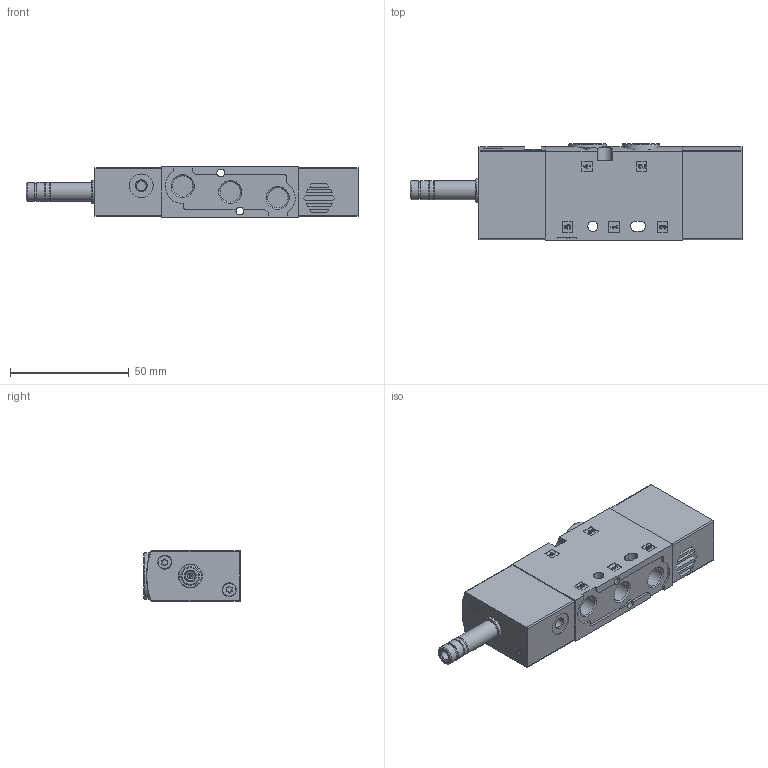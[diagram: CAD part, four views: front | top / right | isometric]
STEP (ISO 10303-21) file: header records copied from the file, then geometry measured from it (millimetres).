
FILE_DESCRIPTION(/* description */ ('STEP AP214'),/* implementation_level */ '2;1');
FILE_NAME(/* name */ '577495_VUVS-LT20-M52-MZD-G18-F7',/* time_stamp */ '2024-09-17T20:17:22+02:00',/* author */ ('License CC BY-ND 4.0'),/* organization */ ('CADENAS'),/* preprocessor_version */ 'ST-DEVELOPER v19.3',/* originating_system */ 'PARTsolutions',/* authorisation */ ' ');
FILE_SCHEMA (('AUTOMOTIVE_DESIGN {1 0 10303 214 3 1 1}'));
Length unit declared in the file: millimetre
Products named in the file (5): 577495 VUVS-LT20-M52-MZD-G18-F7; 1231865 VUVS-L20-52 HOUSING---(H---0_-); 1670876 VUVS-L20-G-Z-COVER53---(H---0_-); 1537853 F-M3x35-10.9; 1519974 VUVS-L20-G-AZ-COVER52---(H---0_M)
Assembly tree (7 placements, depth 2):
  577495 VUVS-LT20-M52-MZD-G18-F7
    1231865 VUVS-L20-52 HOUSING---(H---0_-)
    1670876 VUVS-L20-G-Z-COVER53---(H---0_-)
    1537853 F-M3x35-10.9  x4
    1519974 VUVS-L20-G-AZ-COVER52---(H---0_M)
Bounding box: 139.55 x 40.4 x 21.1 mm (x, y, z)
Volume: 83582.5 mm3; surface area: 25542 mm2
Topology: 7 solids, 7 shells, 538 faces, 1356 edges, 886 vertices
Faces by surface type: plane 302, cylinder 184, cone 45, torus 7
Full cylindrical faces by diameter (mm): 0.9 x1, 2 x4, 2.4 x1, 2.459 x4, 2.6 x4, 3 x4, 3.2 x2, 3.3 x4, 4.134 x2, 4.3 x1, 5.5 x4, 7.1 x1, 8 x4, 8.566 x5, 10 x2, 15.6 x2
Entity records: 14553 total; most frequent: CARTESIAN_POINT 2440, DIRECTION 2382, ORIENTED_EDGE 2220, EDGE_CURVE 1110, AXIS2_PLACEMENT_3D 801, VERTEX_POINT 781, LINE 780, VECTOR 780
